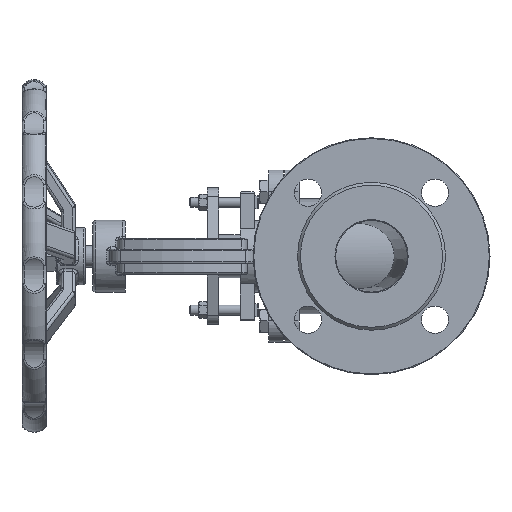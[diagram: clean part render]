
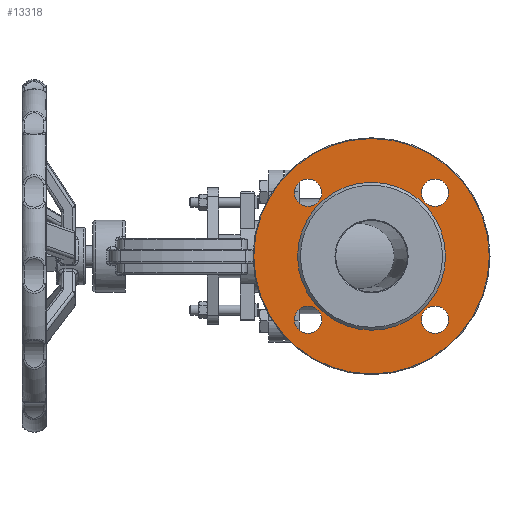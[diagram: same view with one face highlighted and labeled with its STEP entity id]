
A CAD part, left-side view. The second image highlights one B-rep face of the part: STEP entity #13318.
In plain terms, the highlighted planar face has unit normal (-1, 0, 0).
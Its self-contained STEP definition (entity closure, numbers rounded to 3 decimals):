
#471=FACE_BOUND('',#3467,.T.);
#472=FACE_BOUND('',#3468,.T.);
#473=FACE_BOUND('',#3469,.T.);
#474=FACE_BOUND('',#3470,.T.);
#475=FACE_BOUND('',#3471,.T.);
#2155=PLANE('',#14537);
#2594=FACE_OUTER_BOUND('',#3466,.T.);
#3466=EDGE_LOOP('',(#10113));
#3467=EDGE_LOOP('',(#10114));
#3468=EDGE_LOOP('',(#10115));
#3469=EDGE_LOOP('',(#10116));
#3470=EDGE_LOOP('',(#10117));
#3471=EDGE_LOOP('',(#10118));
#4273=CIRCLE('',#14536,82.);
#4274=CIRCLE('',#14538,51.5);
#4275=CIRCLE('',#14539,9.5);
#4276=CIRCLE('',#14540,9.5);
#4277=CIRCLE('',#14541,9.5);
#4278=CIRCLE('',#14542,9.5);
#5744=VERTEX_POINT('',#27005);
#5745=VERTEX_POINT('',#27009);
#5746=VERTEX_POINT('',#27011);
#5747=VERTEX_POINT('',#27013);
#5748=VERTEX_POINT('',#27015);
#5749=VERTEX_POINT('',#27017);
#7234=EDGE_CURVE('',#5744,#5744,#4273,.T.);
#7235=EDGE_CURVE('',#5745,#5745,#4274,.T.);
#7236=EDGE_CURVE('',#5746,#5746,#4275,.T.);
#7237=EDGE_CURVE('',#5747,#5747,#4276,.T.);
#7238=EDGE_CURVE('',#5748,#5748,#4277,.T.);
#7239=EDGE_CURVE('',#5749,#5749,#4278,.T.);
#10113=ORIENTED_EDGE('',*,*,#7234,.F.);
#10114=ORIENTED_EDGE('',*,*,#7235,.F.);
#10115=ORIENTED_EDGE('',*,*,#7236,.F.);
#10116=ORIENTED_EDGE('',*,*,#7237,.F.);
#10117=ORIENTED_EDGE('',*,*,#7238,.F.);
#10118=ORIENTED_EDGE('',*,*,#7239,.F.);
#13318=ADVANCED_FACE('',(#2594,#471,#472,#473,#474,#475),#2155,.F.);
#14536=AXIS2_PLACEMENT_3D('',#27007,#17269,#17270);
#14537=AXIS2_PLACEMENT_3D('',#27008,#17271,#17272);
#14538=AXIS2_PLACEMENT_3D('',#27010,#17273,#17274);
#14539=AXIS2_PLACEMENT_3D('',#27012,#17275,#17276);
#14540=AXIS2_PLACEMENT_3D('',#27014,#17277,#17278);
#14541=AXIS2_PLACEMENT_3D('',#27016,#17279,#17280);
#14542=AXIS2_PLACEMENT_3D('',#27018,#17281,#17282);
#17269=DIRECTION('center_axis',(1.,0.,0.));
#17270=DIRECTION('ref_axis',(0.,0.,1.));
#17271=DIRECTION('center_axis',(1.,0.,0.));
#17272=DIRECTION('ref_axis',(0.,0.,-1.));
#17273=DIRECTION('center_axis',(-1.,0.,0.));
#17274=DIRECTION('ref_axis',(0.,-1.,0.));
#17275=DIRECTION('center_axis',(-1.,0.,0.));
#17276=DIRECTION('ref_axis',(0.,0.,1.));
#17277=DIRECTION('center_axis',(-1.,0.,0.));
#17278=DIRECTION('ref_axis',(0.,0.,1.));
#17279=DIRECTION('center_axis',(-1.,0.,0.));
#17280=DIRECTION('ref_axis',(0.,0.,1.));
#17281=DIRECTION('center_axis',(-1.,0.,0.));
#17282=DIRECTION('ref_axis',(0.,0.,1.));
#27005=CARTESIAN_POINT('',(2.,0.,-82.));
#27007=CARTESIAN_POINT('Origin',(2.,0.,0.));
#27008=CARTESIAN_POINT('Origin',(2.,0.,0.));
#27009=CARTESIAN_POINT('',(2.,51.5,0.));
#27010=CARTESIAN_POINT('Origin',(2.,0.,0.));
#27011=CARTESIAN_POINT('',(2.,44.194,-53.694));
#27012=CARTESIAN_POINT('Origin',(2.,44.194,-44.194));
#27013=CARTESIAN_POINT('',(2.,-44.194,-53.694));
#27014=CARTESIAN_POINT('Origin',(2.,-44.194,-44.194));
#27015=CARTESIAN_POINT('',(2.,-44.194,34.694));
#27016=CARTESIAN_POINT('Origin',(2.,-44.194,44.194));
#27017=CARTESIAN_POINT('',(2.,44.194,34.694));
#27018=CARTESIAN_POINT('Origin',(2.,44.194,44.194));
